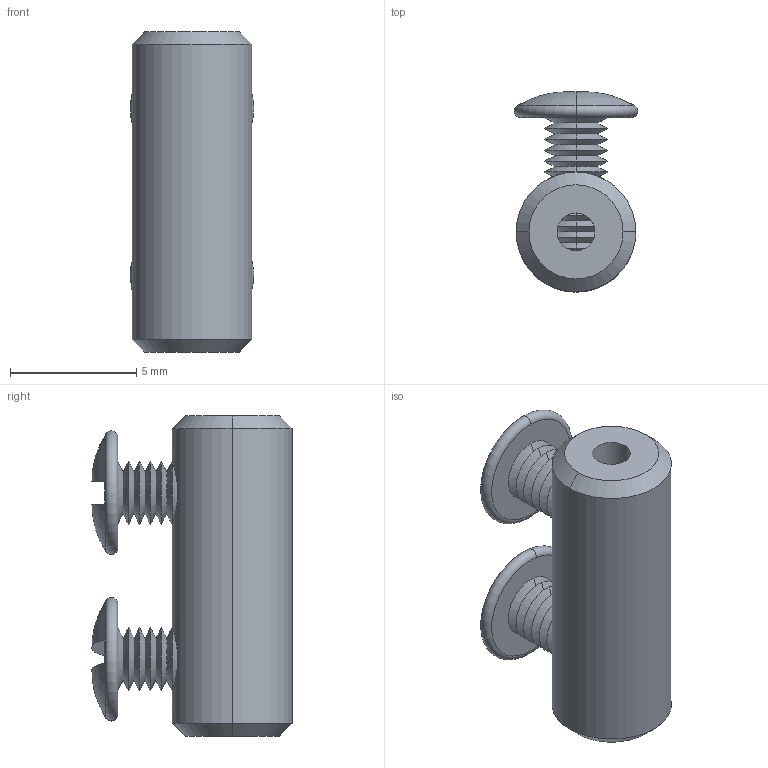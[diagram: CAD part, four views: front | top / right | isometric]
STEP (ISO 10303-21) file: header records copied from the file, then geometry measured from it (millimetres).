
FILE_DESCRIPTION (( 'STEP AP203' ), '1' );
FILE_NAME ('A0725-1-CN.STEP', '2020-09-25T12:36:46', ( '' ), ( '' ), 'SwSTEP 2.0', 'SolidWorks 2020', '' );
FILE_SCHEMA (( 'CONFIG_CONTROL_DESIGN' ));
Length unit declared in the file: inch
Products named in the file (1): A0725-1-CN
Bounding box: 4.9 x 7.94 x 12.7 mm (x, y, z)
Volume: 252.8 mm3; surface area: 580.8 mm2
Topology: 3 solids, 3 shells, 198 faces, 412 edges, 224 vertices
Faces by surface type: cone 164, plane 18, cylinder 8, torus 8
Entity records: 5415 total; most frequent: CARTESIAN_POINT 1103, DIRECTION 970, ORIENTED_EDGE 824, EDGE_CURVE 412, AXIS2_PLACEMENT_3D 399, VERTEX_POINT 224, EDGE_LOOP 208, CIRCLE 200
